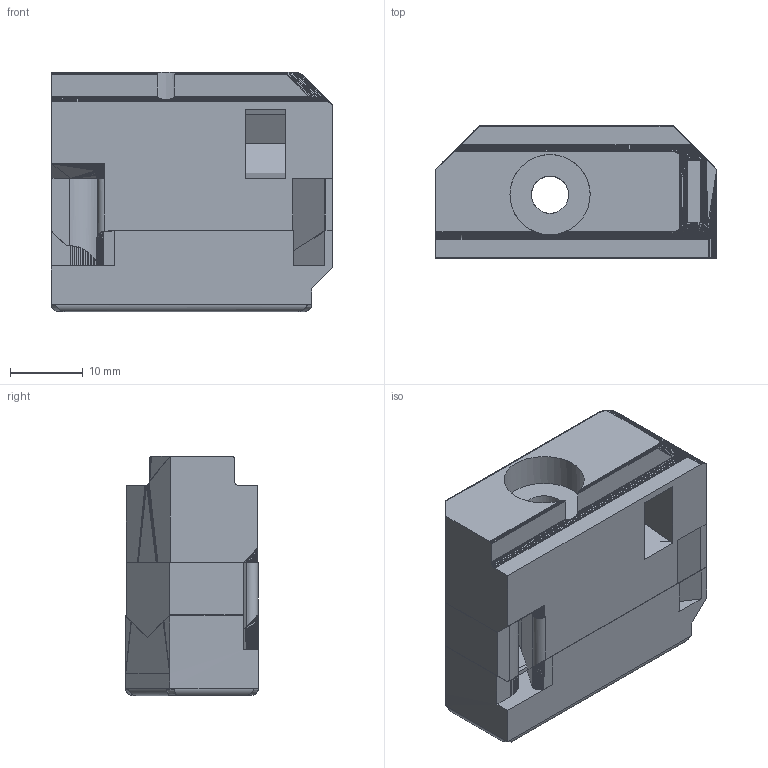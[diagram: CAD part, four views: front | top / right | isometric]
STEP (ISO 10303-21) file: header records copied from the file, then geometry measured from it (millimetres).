
FILE_DESCRIPTION(/* description */ (''),/* implementation_level */ '2;1');
FILE_NAME(/* name */ 'y_tension_block_rear.step',/* time_stamp */ '2022-12-31T13:49:48-08:00',/* author */ (''),/* organization */ (''),/* preprocessor_version */ 'ST-DEVELOPER v19.2',/* originating_system */ 'Autodesk Translation Framework v11.17.0.187',/* authorisation */ '');
FILE_SCHEMA (('AUTOMOTIVE_DESIGN { 1 0 10303 214 3 1 1 }'));
Length unit declared in the file: millimetre
Products named in the file (1): y_tension_block_rear
Bounding box: 38.6 x 18.2 x 32.78 mm (x, y, z)
Volume: 17354.5 mm3; surface area: 8148.9 mm2
Topology: 2 solids, 2 shells, 2452 faces, 4248 edges, 1792 vertices
Faces by surface type: plane 2414, bspline 18, cylinder 16, cone 4
Full cylindrical faces by diameter (mm): 5.1 x3, 11 x1
Entity records: 54020 total; most frequent: CARTESIAN_POINT 9659, DIRECTION 9118, ORIENTED_EDGE 8484, EDGE_CURVE 4242, LINE 4128, VECTOR 4128, AXIS2_PLACEMENT_3D 2495, EDGE_LOOP 2460
